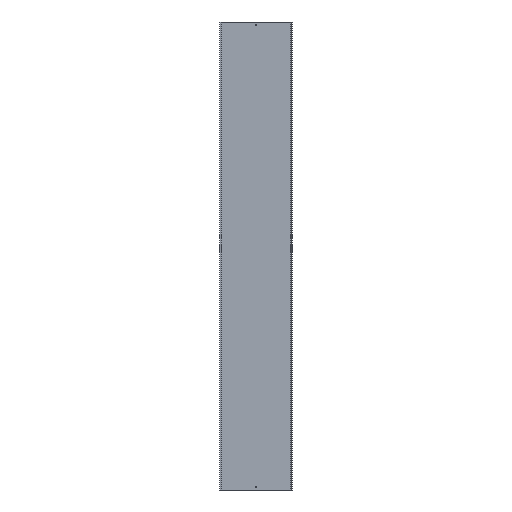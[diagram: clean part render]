
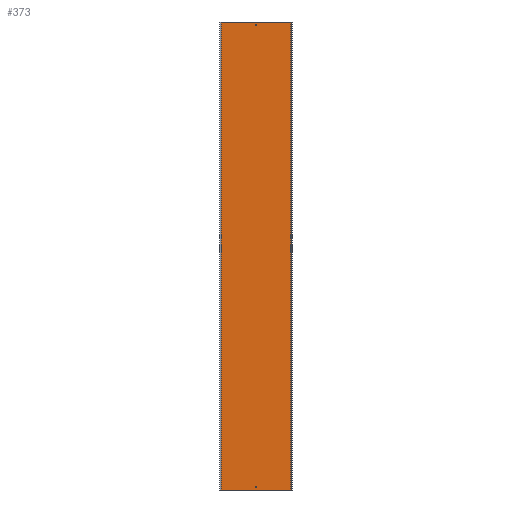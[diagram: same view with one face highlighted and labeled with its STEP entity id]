
A CAD part, front view. The second image highlights one B-rep face of the part: STEP entity #373.
In plain terms, the highlighted planar face has unit normal (0, -1, 0).
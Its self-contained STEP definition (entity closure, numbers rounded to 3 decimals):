
#11 = LINE ( 'NONE', #585, #353 ) ;
#17 = DIRECTION ( 'NONE',  ( 1., 0., 0. ) ) ;
#19 = CARTESIAN_POINT ( 'NONE',  ( -191.817, -1.5, 1250. ) ) ;
#21 = VERTEX_POINT ( 'NONE', #531 ) ;
#30 = ORIENTED_EDGE ( 'NONE', *, *, #546, .F. ) ;
#56 = AXIS2_PLACEMENT_3D ( 'NONE', #489, #533, #104 ) ;
#60 = AXIS2_PLACEMENT_3D ( 'NONE', #327, #387, #93 ) ;
#61 = DIRECTION ( 'NONE',  ( -1., 0., 0. ) ) ;
#65 = DIRECTION ( 'NONE',  ( 0., 0., -1. ) ) ;
#67 = ORIENTED_EDGE ( 'NONE', *, *, #562, .F. ) ;
#69 = CARTESIAN_POINT ( 'NONE',  ( 191.817, -1.5, 1250. ) ) ;
#74 = EDGE_LOOP ( 'NONE', ( #67, #75 ) ) ;
#75 = ORIENTED_EDGE ( 'NONE', *, *, #225, .F. ) ;
#79 = CIRCLE ( 'NONE', #488, 2.75 ) ;
#92 = CARTESIAN_POINT ( 'NONE',  ( -191.817, -1.5, -1250. ) ) ;
#93 = DIRECTION ( 'NONE',  ( -1., 0., 0. ) ) ;
#95 = DIRECTION ( 'NONE',  ( -1., 0., 0. ) ) ;
#102 = CARTESIAN_POINT ( 'NONE',  ( 194., -1.5, 1250. ) ) ;
#103 = EDGE_LOOP ( 'NONE', ( #291, #30 ) ) ;
#104 = DIRECTION ( 'NONE',  ( -1., 0., 0. ) ) ;
#108 = EDGE_CURVE ( 'NONE', #293, #328, #589, .T. ) ;
#121 = VECTOR ( 'NONE', #65, 1000. ) ;
#127 = EDGE_CURVE ( 'NONE', #149, #311, #403, .T. ) ;
#144 = VECTOR ( 'NONE', #172, 1000. ) ;
#146 = CIRCLE ( 'NONE', #56, 2.75 ) ;
#147 = EDGE_CURVE ( 'NONE', #293, #149, #11, .T. ) ;
#149 = VERTEX_POINT ( 'NONE', #69 ) ;
#172 = DIRECTION ( 'NONE',  ( 0., 0., -1. ) ) ;
#192 = CARTESIAN_POINT ( 'NONE',  ( 191.817, -1.5, -1250. ) ) ;
#196 = FACE_OUTER_BOUND ( 'NONE', #326, .T. ) ;
#214 = CARTESIAN_POINT ( 'NONE',  ( 0., -1.5, 1236. ) ) ;
#225 = EDGE_CURVE ( 'NONE', #601, #235, #79, .T. ) ;
#231 = VERTEX_POINT ( 'NONE', #297 ) ;
#235 = VERTEX_POINT ( 'NONE', #597 ) ;
#243 = ORIENTED_EDGE ( 'NONE', *, *, #303, .T. ) ;
#266 = CARTESIAN_POINT ( 'NONE',  ( -191.817, -1.5, 1250. ) ) ;
#287 = CARTESIAN_POINT ( 'NONE',  ( 2.75, -1.5, 1236. ) ) ;
#291 = ORIENTED_EDGE ( 'NONE', *, *, #514, .F. ) ;
#293 = VERTEX_POINT ( 'NONE', #266 ) ;
#297 = CARTESIAN_POINT ( 'NONE',  ( -2.75, -1.5, -1236. ) ) ;
#303 = EDGE_CURVE ( 'NONE', #328, #311, #550, .T. ) ;
#311 = VERTEX_POINT ( 'NONE', #192 ) ;
#314 = CARTESIAN_POINT ( 'NONE',  ( 194., -1.5, -1250. ) ) ;
#320 = CARTESIAN_POINT ( 'NONE',  ( 0., -1.5, -1236. ) ) ;
#326 = EDGE_LOOP ( 'NONE', ( #243, #595, #372, #364 ) ) ;
#327 = CARTESIAN_POINT ( 'NONE',  ( 0., -1.5, 1236. ) ) ;
#328 = VERTEX_POINT ( 'NONE', #92 ) ;
#339 = CIRCLE ( 'NONE', #60, 2.75 ) ;
#347 = DIRECTION ( 'NONE',  ( 0., -1., 0. ) ) ;
#349 = DIRECTION ( 'NONE',  ( 0., 1., 0. ) ) ;
#353 = VECTOR ( 'NONE', #17, 1000. ) ;
#362 = DIRECTION ( 'NONE',  ( 0., -1., 0. ) ) ;
#364 = ORIENTED_EDGE ( 'NONE', *, *, #108, .T. ) ;
#365 = DIRECTION ( 'NONE',  ( -1., 0., 0. ) ) ;
#372 = ORIENTED_EDGE ( 'NONE', *, *, #147, .F. ) ;
#373 = ADVANCED_FACE ( 'NONE', ( #396, #612, #196 ), #581, .F. ) ;
#387 = DIRECTION ( 'NONE',  ( 0., -1., 0. ) ) ;
#396 = FACE_BOUND ( 'NONE', #103, .T. ) ;
#403 = LINE ( 'NONE', #594, #144 ) ;
#430 = CIRCLE ( 'NONE', #504, 2.75 ) ;
#485 = AXIS2_PLACEMENT_3D ( 'NONE', #102, #349, #95 ) ;
#488 = AXIS2_PLACEMENT_3D ( 'NONE', #214, #347, #365 ) ;
#489 = CARTESIAN_POINT ( 'NONE',  ( 0., -1.5, -1236. ) ) ;
#504 = AXIS2_PLACEMENT_3D ( 'NONE', #320, #362, #61 ) ;
#507 = DIRECTION ( 'NONE',  ( 1., 0., 0. ) ) ;
#514 = EDGE_CURVE ( 'NONE', #231, #21, #146, .T. ) ;
#525 = VECTOR ( 'NONE', #507, 1000. ) ;
#531 = CARTESIAN_POINT ( 'NONE',  ( 2.75, -1.5, -1236. ) ) ;
#533 = DIRECTION ( 'NONE',  ( 0., -1., 0. ) ) ;
#546 = EDGE_CURVE ( 'NONE', #21, #231, #430, .T. ) ;
#550 = LINE ( 'NONE', #314, #525 ) ;
#562 = EDGE_CURVE ( 'NONE', #235, #601, #339, .T. ) ;
#581 = PLANE ( 'NONE',  #485 ) ;
#585 = CARTESIAN_POINT ( 'NONE',  ( 194., -1.5, 1250. ) ) ;
#589 = LINE ( 'NONE', #19, #121 ) ;
#594 = CARTESIAN_POINT ( 'NONE',  ( 191.817, -1.5, 1250. ) ) ;
#595 = ORIENTED_EDGE ( 'NONE', *, *, #127, .F. ) ;
#597 = CARTESIAN_POINT ( 'NONE',  ( -2.75, -1.5, 1236. ) ) ;
#601 = VERTEX_POINT ( 'NONE', #287 ) ;
#612 = FACE_BOUND ( 'NONE', #74, .T. ) ;
